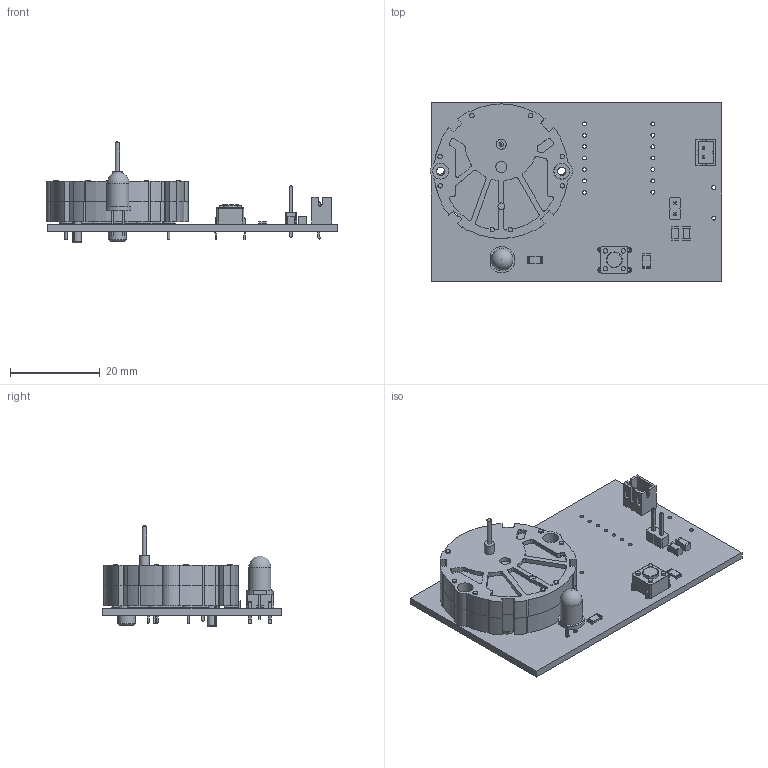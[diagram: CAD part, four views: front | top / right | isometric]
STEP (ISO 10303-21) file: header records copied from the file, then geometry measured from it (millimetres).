
FILE_DESCRIPTION(('KiCad electronic assembly'),'2;1');
FILE_NAME('display_pcb.step','2025-03-04T16:09:55',('Pcbnew'),('Kicad'), 'Open CASCADE STEP processor 7.8','KiCad to STEP converter','Unknown' );
FILE_SCHEMA(('AUTOMOTIVE_DESIGN { 1 0 10303 214 1 1 1 1 }'));
Length unit declared in the file: millimetre
Products named in the file (16): display_pcb 1; SW_PUSH_6mm; C_1206_3216Metric; LED_D5.0mm; R_1206_3216Metric; PinHeader_1x02_P2.54mm_Vertical; PinHeader_1x02_P254mm_Vertical; X27-168-Stepper v5; JST_PH_B2B-PH-K_1x02_P2.00mm_Vertical; JST_B2B_PH_K; display_pcb_PCB
Assembly tree (17 placements, depth 3):
  display_pcb 1
    SW_PUSH_6mm
      SW_PUSH_6mm
    C_1206_3216Metric  x2
      C_1206_3216Metric
    LED_D5.0mm
      LED_D5.0mm
    R_1206_3216Metric  x2
      R_1206_3216Metric
    PinHeader_1x02_P2.54mm_Vertical
      PinHeader_1x02_P254mm_Vertical
    X27-168-Stepper v5
      X27-168-Stepper v5
    JST_PH_B2B-PH-K_1x02_P2.00mm_Vertical
      JST_B2B_PH_K
    display_pcb_PCB
Bounding box: 65.02 x 39.88 x 22.7 mm (x, y, z)
Volume: 10592.1 mm3; surface area: 10756.5 mm2
Topology: 16 solids, 16 shells, 692 faces, 1768 edges, 1160 vertices
Faces by surface type: plane 383, cylinder 304, torus 2, cone 2, sphere 1
Full cylindrical faces by diameter (mm): 0.5 x8, 0.75 x2, 0.8 x4, 0.85 x14, 0.9 x4, 1 x15, 1.1 x4, 1.5 x4, 1.8 x6, 1.842 x1, 1.865 x1, 2.209 x1, 2.5 x1, 2.6 x1, 3 x5, 3.5 x3, 3.563 x2, 3.9 x1, 4 x1, 4.9 x1
Entity records: 22134 total; most frequent: DIRECTION 3516, CARTESIAN_POINT 3372, ORIENTED_EDGE 3254, EDGE_CURVE 1627, AXIS2_PLACEMENT_3D 1234, VERTEX_POINT 1068, LINE 1048, VECTOR 1048
